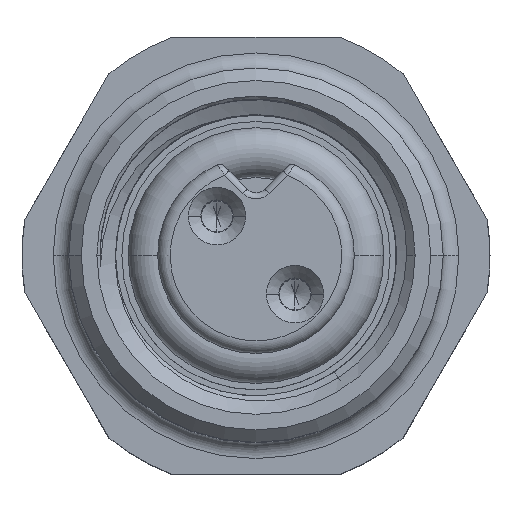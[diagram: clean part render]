
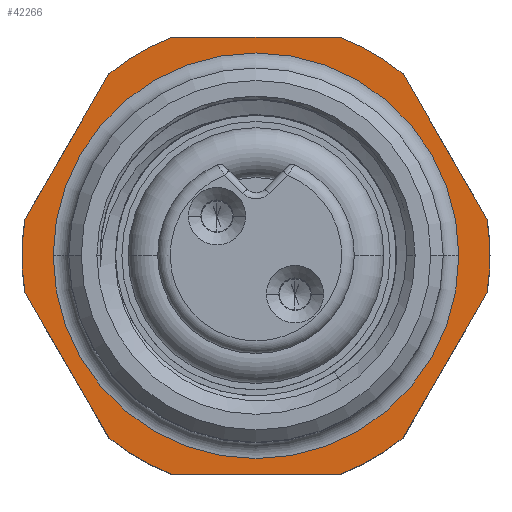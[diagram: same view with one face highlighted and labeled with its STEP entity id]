
A CAD part, top view. The second image highlights one B-rep face of the part: STEP entity #42266.
In plain terms, the highlighted planar face has unit normal (0, 0, 1).
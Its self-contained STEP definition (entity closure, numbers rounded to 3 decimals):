
#37492=CARTESIAN_POINT('',(0.,0.,-1.3));
#37493=DIRECTION('',(0.,0.,-1.));
#37494=DIRECTION('',(0.359,0.933,0.));
#37495=AXIS2_PLACEMENT_3D('',#37492,#37493,#37494);
#37497=DIRECTION('',(0.5,-0.866,0.));
#37498=VECTOR('',#37497,2.693);
#37499=CARTESIAN_POINT('',(2.358,2.916,-1.3));
#37500=LINE('',#37499,#37498);
#37501=CARTESIAN_POINT('',(0.,0.,-1.3));
#37502=DIRECTION('',(0.,0.,-1.));
#37503=DIRECTION('',(0.988,0.156,0.));
#37504=AXIS2_PLACEMENT_3D('',#37501,#37502,#37503);
#37506=DIRECTION('',(-0.5,-0.866,0.));
#37507=VECTOR('',#37506,2.693);
#37508=CARTESIAN_POINT('',(3.704,-0.584,-1.3));
#37509=LINE('',#37508,#37507);
#37510=CARTESIAN_POINT('',(0.,0.,-1.3));
#37511=DIRECTION('',(0.,0.,-1.));
#37512=DIRECTION('',(0.629,-0.778,0.));
#37513=AXIS2_PLACEMENT_3D('',#37510,#37511,#37512);
#37515=DIRECTION('',(-1.,0.,0.));
#37516=VECTOR('',#37515,2.693);
#37517=CARTESIAN_POINT('',(1.346,-3.5,-1.3));
#37518=LINE('',#37517,#37516);
#37519=CARTESIAN_POINT('',(0.,0.,-1.3));
#37520=DIRECTION('',(0.,0.,-1.));
#37521=DIRECTION('',(-0.359,-0.933,0.));
#37522=AXIS2_PLACEMENT_3D('',#37519,#37520,#37521);
#37524=DIRECTION('',(-0.5,0.866,0.));
#37525=VECTOR('',#37524,2.693);
#37526=CARTESIAN_POINT('',(-2.358,-2.916,-1.3));
#37527=LINE('',#37526,#37525);
#37528=CARTESIAN_POINT('',(0.,0.,-1.3));
#37529=DIRECTION('',(0.,0.,-1.));
#37530=DIRECTION('',(-0.988,-0.156,0.));
#37531=AXIS2_PLACEMENT_3D('',#37528,#37529,#37530);
#37533=DIRECTION('',(0.5,0.866,0.));
#37534=VECTOR('',#37533,2.693);
#37535=CARTESIAN_POINT('',(-3.704,0.584,-1.3));
#37536=LINE('',#37535,#37534);
#37537=CARTESIAN_POINT('',(0.,0.,-1.3));
#37538=DIRECTION('',(0.,0.,-1.));
#37539=DIRECTION('',(-0.629,0.778,0.));
#37540=AXIS2_PLACEMENT_3D('',#37537,#37538,#37539);
#37542=DIRECTION('',(1.,0.,0.));
#37543=VECTOR('',#37542,2.693);
#37544=CARTESIAN_POINT('',(-1.346,3.5,-1.3));
#37545=LINE('',#37544,#37543);
#37546=CARTESIAN_POINT('',(0.,0.,-1.3));
#37547=DIRECTION('',(0.,0.,-1.));
#37548=DIRECTION('',(1.,0.,0.));
#37549=AXIS2_PLACEMENT_3D('',#37546,#37547,#37548);
#37551=CARTESIAN_POINT('',(0.,0.,-1.3));
#37552=DIRECTION('',(0.,0.,-1.));
#37553=DIRECTION('',(-1.,0.,0.));
#37554=AXIS2_PLACEMENT_3D('',#37551,#37552,#37553);
#41760=CARTESIAN_POINT('',(1.346,3.5,-1.3));
#41761=CARTESIAN_POINT('',(2.358,2.916,-1.3));
#41762=VERTEX_POINT('',#41760);
#41763=VERTEX_POINT('',#41761);
#41764=CARTESIAN_POINT('',(3.704,0.584,-1.3));
#41765=VERTEX_POINT('',#41764);
#41766=CARTESIAN_POINT('',(3.704,-0.584,-1.3));
#41767=VERTEX_POINT('',#41766);
#41768=CARTESIAN_POINT('',(2.358,-2.916,-1.3));
#41769=VERTEX_POINT('',#41768);
#41770=CARTESIAN_POINT('',(1.346,-3.5,-1.3));
#41771=VERTEX_POINT('',#41770);
#41772=CARTESIAN_POINT('',(-1.346,-3.5,-1.3));
#41773=VERTEX_POINT('',#41772);
#41774=CARTESIAN_POINT('',(-2.358,-2.916,-1.3));
#41775=VERTEX_POINT('',#41774);
#41776=CARTESIAN_POINT('',(-3.704,-0.584,-1.3));
#41777=VERTEX_POINT('',#41776);
#41778=CARTESIAN_POINT('',(-3.704,0.584,-1.3));
#41779=VERTEX_POINT('',#41778);
#41780=CARTESIAN_POINT('',(-2.358,2.916,-1.3));
#41781=VERTEX_POINT('',#41780);
#41782=CARTESIAN_POINT('',(-1.346,3.5,-1.3));
#41783=VERTEX_POINT('',#41782);
#41788=CARTESIAN_POINT('',(3.25,0.,-1.3));
#41789=CARTESIAN_POINT('',(-3.25,0.,-1.3));
#41790=VERTEX_POINT('',#41788);
#41791=VERTEX_POINT('',#41789);
#42231=CARTESIAN_POINT('',(0.,0.,-1.3));
#42232=DIRECTION('',(0.,0.,-1.));
#42233=DIRECTION('',(-1.,0.,0.));
#42234=AXIS2_PLACEMENT_3D('',#42231,#42232,#42233);
#42235=PLANE('',#42234);
#42237=ORIENTED_EDGE('',*,*,#42236,.T.);
#42239=ORIENTED_EDGE('',*,*,#42238,.T.);
#42241=ORIENTED_EDGE('',*,*,#42240,.T.);
#42243=ORIENTED_EDGE('',*,*,#42242,.T.);
#42245=ORIENTED_EDGE('',*,*,#42244,.T.);
#42247=ORIENTED_EDGE('',*,*,#42246,.T.);
#42249=ORIENTED_EDGE('',*,*,#42248,.T.);
#42251=ORIENTED_EDGE('',*,*,#42250,.T.);
#42253=ORIENTED_EDGE('',*,*,#42252,.T.);
#42255=ORIENTED_EDGE('',*,*,#42254,.T.);
#42257=ORIENTED_EDGE('',*,*,#42256,.T.);
#42259=ORIENTED_EDGE('',*,*,#42258,.T.);
#42260=EDGE_LOOP('',(#42237,#42239,#42241,#42243,#42245,#42247,#42249,#42251,
#42253,#42255,#42257,#42259));
#42261=FACE_OUTER_BOUND('',#42260,.F.);
#42262=ORIENTED_EDGE('',*,*,#42213,.F.);
#42263=ORIENTED_EDGE('',*,*,#42198,.F.);
#42264=EDGE_LOOP('',(#42262,#42263));
#42265=FACE_BOUND('',#42264,.F.);
#37496=CIRCLE('',#37495,3.75);
#37505=CIRCLE('',#37504,3.75);
#37514=CIRCLE('',#37513,3.75);
#37523=CIRCLE('',#37522,3.75);
#37532=CIRCLE('',#37531,3.75);
#37541=CIRCLE('',#37540,3.75);
#37550=CIRCLE('',#37549,3.25);
#37555=CIRCLE('',#37554,3.25);
#42198=EDGE_CURVE('',#41791,#41790,#37555,.T.);
#42213=EDGE_CURVE('',#41790,#41791,#37550,.T.);
#42236=EDGE_CURVE('',#41762,#41763,#37496,.T.);
#42238=EDGE_CURVE('',#41763,#41765,#37500,.T.);
#42240=EDGE_CURVE('',#41765,#41767,#37505,.T.);
#42242=EDGE_CURVE('',#41767,#41769,#37509,.T.);
#42244=EDGE_CURVE('',#41769,#41771,#37514,.T.);
#42246=EDGE_CURVE('',#41771,#41773,#37518,.T.);
#42248=EDGE_CURVE('',#41773,#41775,#37523,.T.);
#42250=EDGE_CURVE('',#41775,#41777,#37527,.T.);
#42252=EDGE_CURVE('',#41777,#41779,#37532,.T.);
#42254=EDGE_CURVE('',#41779,#41781,#37536,.T.);
#42256=EDGE_CURVE('',#41781,#41783,#37541,.T.);
#42258=EDGE_CURVE('',#41783,#41762,#37545,.T.);
#42266=ADVANCED_FACE('',(#42261,#42265),#42235,.F.);
